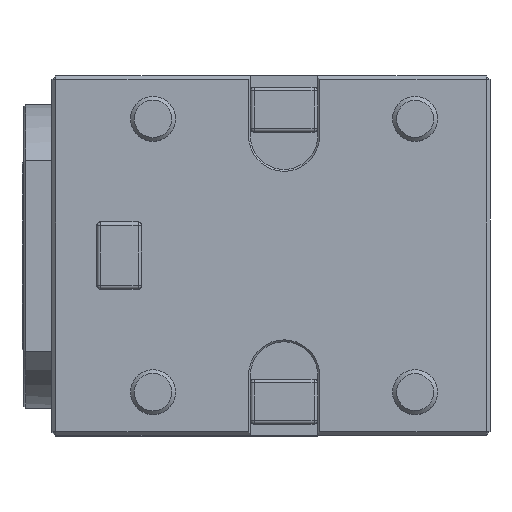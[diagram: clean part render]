
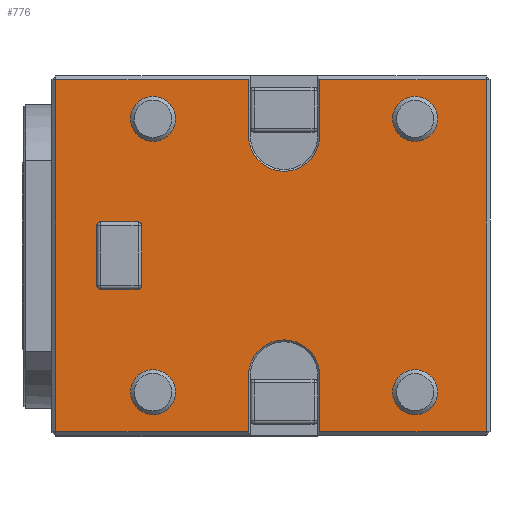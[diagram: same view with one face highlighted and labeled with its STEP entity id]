
A CAD part, top view. The second image highlights one B-rep face of the part: STEP entity #776.
In plain terms, the highlighted planar face has unit normal (0, 0, 1).
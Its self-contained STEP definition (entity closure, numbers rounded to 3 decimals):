
#70=LINE('',#3631,#290);
#77=LINE('',#3658,#297);
#79=LINE('',#3663,#299);
#85=LINE('',#3684,#305);
#170=LINE('',#4032,#390);
#171=LINE('',#4035,#391);
#172=LINE('',#4037,#392);
#173=LINE('',#4039,#393);
#174=LINE('',#4041,#394);
#175=LINE('',#4045,#395);
#176=LINE('',#4047,#396);
#177=LINE('',#4049,#397);
#178=LINE('',#4051,#398);
#179=LINE('',#4053,#399);
#290=VECTOR('',#2775,1.);
#297=VECTOR('',#2802,1.);
#299=VECTOR('',#2810,1.);
#305=VECTOR('',#2832,1.);
#390=VECTOR('',#3213,1.);
#391=VECTOR('',#3214,1.);
#392=VECTOR('',#3215,1.);
#393=VECTOR('',#3216,1.);
#394=VECTOR('',#3217,1.);
#395=VECTOR('',#3220,1.);
#396=VECTOR('',#3221,1.);
#397=VECTOR('',#3222,1.);
#398=VECTOR('',#3223,1.);
#399=VECTOR('',#3224,1.);
#776=ADVANCED_FACE('',(#978,#979,#980,#981,#982,#983),#874,.T.);
#874=PLANE('',#2672);
#978=FACE_BOUND('',#1112,.T.);
#979=FACE_BOUND('',#1113,.T.);
#980=FACE_BOUND('',#1114,.T.);
#981=FACE_BOUND('',#1115,.T.);
#982=FACE_BOUND('',#1116,.T.);
#983=FACE_BOUND('',#1117,.T.);
#1112=EDGE_LOOP('',(#1529,#1530,#1531,#1532,#1533,#1534,#1535,#1536,#1537,
#1538,#1539,#1540));
#1113=EDGE_LOOP('',(#1541));
#1114=EDGE_LOOP('',(#1542));
#1115=EDGE_LOOP('',(#1543,#1544,#1545,#1546,#1547,#1548,#1549,#1550));
#1116=EDGE_LOOP('',(#1551));
#1117=EDGE_LOOP('',(#1552));
#1529=ORIENTED_EDGE('',*,*,#2238,.T.);
#1530=ORIENTED_EDGE('',*,*,#2239,.T.);
#1531=ORIENTED_EDGE('',*,*,#2240,.T.);
#1532=ORIENTED_EDGE('',*,*,#2241,.T.);
#1533=ORIENTED_EDGE('',*,*,#2242,.T.);
#1534=ORIENTED_EDGE('',*,*,#2243,.F.);
#1535=ORIENTED_EDGE('',*,*,#2244,.T.);
#1536=ORIENTED_EDGE('',*,*,#2245,.T.);
#1537=ORIENTED_EDGE('',*,*,#2246,.T.);
#1538=ORIENTED_EDGE('',*,*,#2247,.T.);
#1539=ORIENTED_EDGE('',*,*,#2248,.T.);
#1540=ORIENTED_EDGE('',*,*,#2249,.F.);
#1541=ORIENTED_EDGE('',*,*,#2091,.F.);
#1542=ORIENTED_EDGE('',*,*,#2088,.F.);
#1543=ORIENTED_EDGE('',*,*,#2068,.F.);
#1544=ORIENTED_EDGE('',*,*,#2058,.F.);
#1545=ORIENTED_EDGE('',*,*,#2052,.F.);
#1546=ORIENTED_EDGE('',*,*,#2056,.F.);
#1547=ORIENTED_EDGE('',*,*,#2065,.F.);
#1548=ORIENTED_EDGE('',*,*,#2073,.F.);
#1549=ORIENTED_EDGE('',*,*,#2078,.F.);
#1550=ORIENTED_EDGE('',*,*,#2081,.F.);
#1551=ORIENTED_EDGE('',*,*,#2049,.F.);
#1552=ORIENTED_EDGE('',*,*,#2046,.F.);
#1843=VERTEX_POINT('',#3613);
#1846=VERTEX_POINT('',#3622);
#1848=VERTEX_POINT('',#3629);
#1850=VERTEX_POINT('',#3632);
#1852=VERTEX_POINT('',#3638);
#1854=VERTEX_POINT('',#3644);
#1858=VERTEX_POINT('',#3656);
#1860=VERTEX_POINT('',#3664);
#1862=VERTEX_POINT('',#3672);
#1865=VERTEX_POINT('',#3682);
#1869=VERTEX_POINT('',#3704);
#1872=VERTEX_POINT('',#3713);
#1966=VERTEX_POINT('',#4033);
#1967=VERTEX_POINT('',#4034);
#1968=VERTEX_POINT('',#4036);
#1969=VERTEX_POINT('',#4038);
#1970=VERTEX_POINT('',#4040);
#1971=VERTEX_POINT('',#4042);
#1972=VERTEX_POINT('',#4044);
#1973=VERTEX_POINT('',#4046);
#1974=VERTEX_POINT('',#4048);
#1975=VERTEX_POINT('',#4050);
#1976=VERTEX_POINT('',#4052);
#1977=VERTEX_POINT('',#4054);
#2046=EDGE_CURVE('',#1843,#1843,#2374,.T.);
#2049=EDGE_CURVE('',#1846,#1846,#2377,.T.);
#2052=EDGE_CURVE('',#1848,#1850,#70,.T.);
#2056=EDGE_CURVE('',#1852,#1848,#2379,.T.);
#2058=EDGE_CURVE('',#1850,#1854,#2381,.T.);
#2065=EDGE_CURVE('',#1858,#1852,#77,.T.);
#2068=EDGE_CURVE('',#1854,#1860,#79,.T.);
#2073=EDGE_CURVE('',#1862,#1858,#2387,.T.);
#2078=EDGE_CURVE('',#1865,#1862,#85,.T.);
#2081=EDGE_CURVE('',#1860,#1865,#2391,.T.);
#2088=EDGE_CURVE('',#1869,#1869,#2396,.T.);
#2091=EDGE_CURVE('',#1872,#1872,#2399,.T.);
#2238=EDGE_CURVE('',#1966,#1967,#170,.T.);
#2239=EDGE_CURVE('',#1967,#1968,#171,.T.);
#2240=EDGE_CURVE('',#1968,#1969,#172,.T.);
#2241=EDGE_CURVE('',#1969,#1970,#173,.T.);
#2242=EDGE_CURVE('',#1970,#1971,#174,.T.);
#2243=EDGE_CURVE('',#1972,#1971,#2445,.T.);
#2244=EDGE_CURVE('',#1972,#1973,#175,.T.);
#2245=EDGE_CURVE('',#1973,#1974,#176,.T.);
#2246=EDGE_CURVE('',#1974,#1975,#177,.T.);
#2247=EDGE_CURVE('',#1975,#1976,#178,.T.);
#2248=EDGE_CURVE('',#1976,#1977,#179,.T.);
#2249=EDGE_CURVE('',#1966,#1977,#2446,.T.);
#2374=CIRCLE('',#2490,6.);
#2377=CIRCLE('',#2496,6.);
#2379=CIRCLE('',#2502,1.);
#2381=CIRCLE('',#2505,1.);
#2387=CIRCLE('',#2517,1.);
#2391=CIRCLE('',#2525,1.);
#2396=CIRCLE('',#2535,6.);
#2399=CIRCLE('',#2541,6.);
#2445=CIRCLE('',#2670,9.5);
#2446=CIRCLE('',#2671,9.5);
#2490=AXIS2_PLACEMENT_3D('',#3612,#2752,#2753);
#2496=AXIS2_PLACEMENT_3D('',#3621,#2764,#2765);
#2502=AXIS2_PLACEMENT_3D('',#3640,#2781,#2782);
#2505=AXIS2_PLACEMENT_3D('',#3643,#2787,#2788);
#2517=AXIS2_PLACEMENT_3D('',#3674,#2820,#2821);
#2525=AXIS2_PLACEMENT_3D('',#3689,#2840,#2841);
#2535=AXIS2_PLACEMENT_3D('',#3703,#2862,#2863);
#2541=AXIS2_PLACEMENT_3D('',#3712,#2874,#2875);
#2670=AXIS2_PLACEMENT_3D('',#4043,#3218,#3219);
#2671=AXIS2_PLACEMENT_3D('',#4055,#3225,#3226);
#2672=AXIS2_PLACEMENT_3D('',#4056,#3227,#3228);
#2752=DIRECTION('',(0.,0.,1.));
#2753=DIRECTION('',(0.,-1.,0.));
#2764=DIRECTION('',(0.,0.,1.));
#2765=DIRECTION('',(0.,-1.,0.));
#2775=DIRECTION('',(1.,0.,0.));
#2781=DIRECTION('',(0.,0.,1.));
#2782=DIRECTION('',(0.,-1.,0.));
#2787=DIRECTION('',(0.,0.,1.));
#2788=DIRECTION('',(0.,-1.,0.));
#2802=DIRECTION('',(0.,-1.,0.));
#2810=DIRECTION('',(0.,1.,0.));
#2820=DIRECTION('',(0.,0.,1.));
#2821=DIRECTION('',(0.,-1.,0.));
#2832=DIRECTION('',(-1.,0.,0.));
#2840=DIRECTION('',(0.,0.,1.));
#2841=DIRECTION('',(0.,-1.,0.));
#2862=DIRECTION('',(0.,0.,1.));
#2863=DIRECTION('',(0.,-1.,0.));
#2874=DIRECTION('',(0.,0.,1.));
#2875=DIRECTION('',(0.,-1.,0.));
#3213=DIRECTION('',(0.,-1.,0.));
#3214=DIRECTION('',(1.,0.,0.));
#3215=DIRECTION('',(0.,1.,0.));
#3216=DIRECTION('',(-1.,0.,0.));
#3217=DIRECTION('',(0.,-1.,0.));
#3218=DIRECTION('',(0.,0.,1.));
#3219=DIRECTION('',(-1.,0.,0.));
#3220=DIRECTION('',(0.,1.,0.));
#3221=DIRECTION('',(-1.,0.,0.));
#3222=DIRECTION('',(0.,-1.,0.));
#3223=DIRECTION('',(1.,0.,0.));
#3224=DIRECTION('',(0.,1.,0.));
#3225=DIRECTION('',(0.,0.,1.));
#3226=DIRECTION('',(-1.,0.,0.));
#3227=DIRECTION('',(0.,0.,1.));
#3228=DIRECTION('',(-1.,0.,0.));
#3612=CARTESIAN_POINT('',(-35.,36.5,0.));
#3613=CARTESIAN_POINT('',(-35.,30.5,0.));
#3621=CARTESIAN_POINT('',(-35.,-36.5,0.));
#3622=CARTESIAN_POINT('',(-35.,-42.5,0.));
#3629=CARTESIAN_POINT('',(-49.,-9.,0.));
#3631=CARTESIAN_POINT('',(55.,-9.,0.));
#3632=CARTESIAN_POINT('',(-39.,-9.,0.));
#3638=CARTESIAN_POINT('',(-50.,-8.,0.));
#3640=CARTESIAN_POINT('',(-49.,-8.,0.));
#3643=CARTESIAN_POINT('',(-39.,-8.,0.));
#3644=CARTESIAN_POINT('',(-38.,-8.,0.));
#3656=CARTESIAN_POINT('',(-50.,8.,0.));
#3658=CARTESIAN_POINT('',(-50.,48.,0.));
#3663=CARTESIAN_POINT('',(-38.,48.,0.));
#3664=CARTESIAN_POINT('',(-38.,8.,0.));
#3672=CARTESIAN_POINT('',(-49.,9.,0.));
#3674=CARTESIAN_POINT('',(-49.,8.,0.));
#3682=CARTESIAN_POINT('',(-39.,9.,0.));
#3684=CARTESIAN_POINT('',(55.,9.,0.));
#3689=CARTESIAN_POINT('',(-39.,8.,0.));
#3703=CARTESIAN_POINT('',(35.,36.5,0.));
#3704=CARTESIAN_POINT('',(35.,30.5,0.));
#3712=CARTESIAN_POINT('',(35.,-36.5,0.));
#3713=CARTESIAN_POINT('',(35.,-42.5,0.));
#4032=CARTESIAN_POINT('',(9.5,-48.,0.));
#4033=CARTESIAN_POINT('',(9.5,-32.,0.));
#4034=CARTESIAN_POINT('',(9.5,-47.,0.));
#4035=CARTESIAN_POINT('',(55.,-47.,0.));
#4036=CARTESIAN_POINT('',(54.,-47.,0.));
#4037=CARTESIAN_POINT('',(54.,48.,0.));
#4038=CARTESIAN_POINT('',(54.,47.,0.));
#4039=CARTESIAN_POINT('',(9.5,47.,0.));
#4040=CARTESIAN_POINT('',(9.5,47.,0.));
#4041=CARTESIAN_POINT('',(9.5,32.,0.));
#4042=CARTESIAN_POINT('',(9.5,32.,0.));
#4043=CARTESIAN_POINT('',(0.,32.,0.));
#4044=CARTESIAN_POINT('',(-9.5,32.,0.));
#4045=CARTESIAN_POINT('',(-9.5,48.,0.));
#4046=CARTESIAN_POINT('',(-9.5,47.,0.));
#4047=CARTESIAN_POINT('',(-62.,47.,0.));
#4048=CARTESIAN_POINT('',(-61.,47.,0.));
#4049=CARTESIAN_POINT('',(-61.,48.,0.));
#4050=CARTESIAN_POINT('',(-61.,-47.,0.));
#4051=CARTESIAN_POINT('',(55.,-47.,0.));
#4052=CARTESIAN_POINT('',(-9.5,-47.,0.));
#4053=CARTESIAN_POINT('',(-9.5,-32.,0.));
#4054=CARTESIAN_POINT('',(-9.5,-32.,0.));
#4055=CARTESIAN_POINT('',(0.,-32.,0.));
#4056=CARTESIAN_POINT('',(55.,48.,0.));
